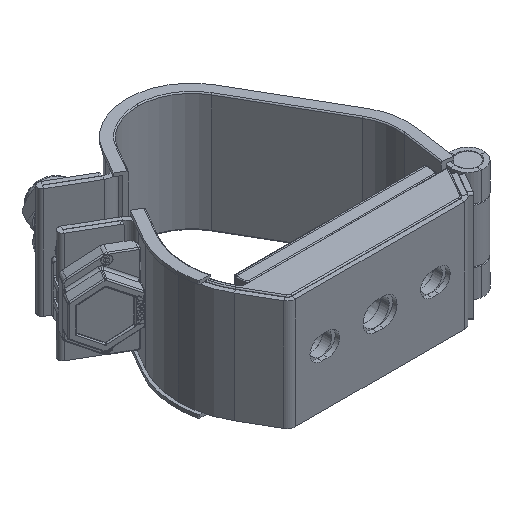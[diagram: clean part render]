
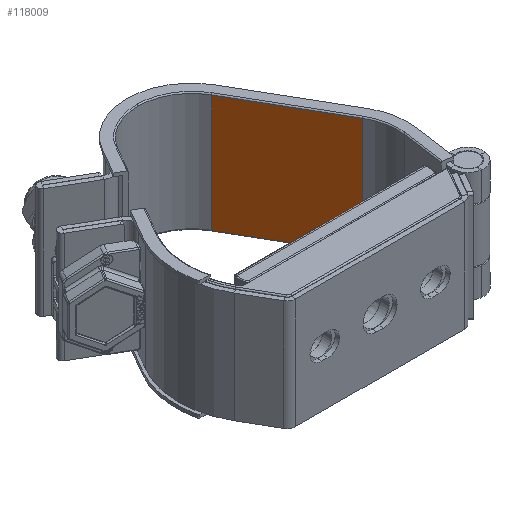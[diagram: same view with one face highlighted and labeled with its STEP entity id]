
A CAD part, isometric view. The second image highlights one B-rep face of the part: STEP entity #118009.
In plain terms, the highlighted planar face has unit normal (-0.866, -0.5, 0).
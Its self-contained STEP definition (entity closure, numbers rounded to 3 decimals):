
#7312 = CARTESIAN_POINT ( 'NONE',  ( 21.257, 80.41, -27. ) ) ;
#8734 = EDGE_CURVE ( 'NONE', #31172, #117716, #48447, .T. ) ;
#12716 = EDGE_CURVE ( 'NONE', #117716, #69173, #120178, .T. ) ;
#16163 = VECTOR ( 'NONE', #130805, 1000. ) ;
#19400 = VERTEX_POINT ( 'NONE', #38336 ) ;
#27285 = DIRECTION ( 'NONE',  ( -0.866, -0.5, 0. ) ) ;
#31172 = VERTEX_POINT ( 'NONE', #128432 ) ;
#38336 = CARTESIAN_POINT ( 'NONE',  ( 21.257, 80.41, 26.5 ) ) ;
#43175 = VECTOR ( 'NONE', #116864, 1000. ) ;
#46860 = VECTOR ( 'NONE', #71299, 1000. ) ;
#47698 = PLANE ( 'NONE',  #52693 ) ;
#48447 = LINE ( 'NONE', #60057, #46860 ) ;
#49821 = CARTESIAN_POINT ( 'NONE',  ( 21.257, 80.41, -27. ) ) ;
#52693 = AXIS2_PLACEMENT_3D ( 'NONE', #7312, #27285, #109525 ) ;
#55965 = ORIENTED_EDGE ( 'NONE', *, *, #8734, .T. ) ;
#58981 = ORIENTED_EDGE ( 'NONE', *, *, #98719, .F. ) ;
#60057 = CARTESIAN_POINT ( 'NONE',  ( 21.257, 80.41, -26.5 ) ) ;
#60265 = ORIENTED_EDGE ( 'NONE', *, *, #12716, .T. ) ;
#60350 = DIRECTION ( 'NONE',  ( 0., 0., 1. ) ) ;
#61443 = CARTESIAN_POINT ( 'NONE',  ( 46.257, 37.109, 26.5 ) ) ;
#67498 = EDGE_CURVE ( 'NONE', #69173, #19400, #81897, .T. ) ;
#69173 = VERTEX_POINT ( 'NONE', #61443 ) ;
#70871 = ORIENTED_EDGE ( 'NONE', *, *, #67498, .T. ) ;
#71299 = DIRECTION ( 'NONE',  ( 0.5, -0.866, 0. ) ) ;
#73003 = LINE ( 'NONE', #49821, #16163 ) ;
#74836 = CARTESIAN_POINT ( 'NONE',  ( 21.257, 80.41, 26.5 ) ) ;
#80637 = CARTESIAN_POINT ( 'NONE',  ( 46.257, 37.109, -27. ) ) ;
#81897 = LINE ( 'NONE', #74836, #43175 ) ;
#95060 = EDGE_LOOP ( 'NONE', ( #58981, #55965, #60265, #70871 ) ) ;
#95818 = FACE_OUTER_BOUND ( 'NONE', #95060, .T. ) ;
#98719 = EDGE_CURVE ( 'NONE', #31172, #19400, #73003, .T. ) ;
#109525 = DIRECTION ( 'NONE',  ( 0.5, -0.866, 0. ) ) ;
#116864 = DIRECTION ( 'NONE',  ( -0.5, 0.866, 0. ) ) ;
#117716 = VERTEX_POINT ( 'NONE', #133425 ) ;
#118009 = ADVANCED_FACE ( 'NONE', ( #95818 ), #47698, .T. ) ;
#120178 = LINE ( 'NONE', #80637, #133213 ) ;
#128432 = CARTESIAN_POINT ( 'NONE',  ( 21.257, 80.41, -26.5 ) ) ;
#130805 = DIRECTION ( 'NONE',  ( 0., 0., 1. ) ) ;
#133213 = VECTOR ( 'NONE', #60350, 1000. ) ;
#133425 = CARTESIAN_POINT ( 'NONE',  ( 46.257, 37.109, -26.5 ) ) ;
